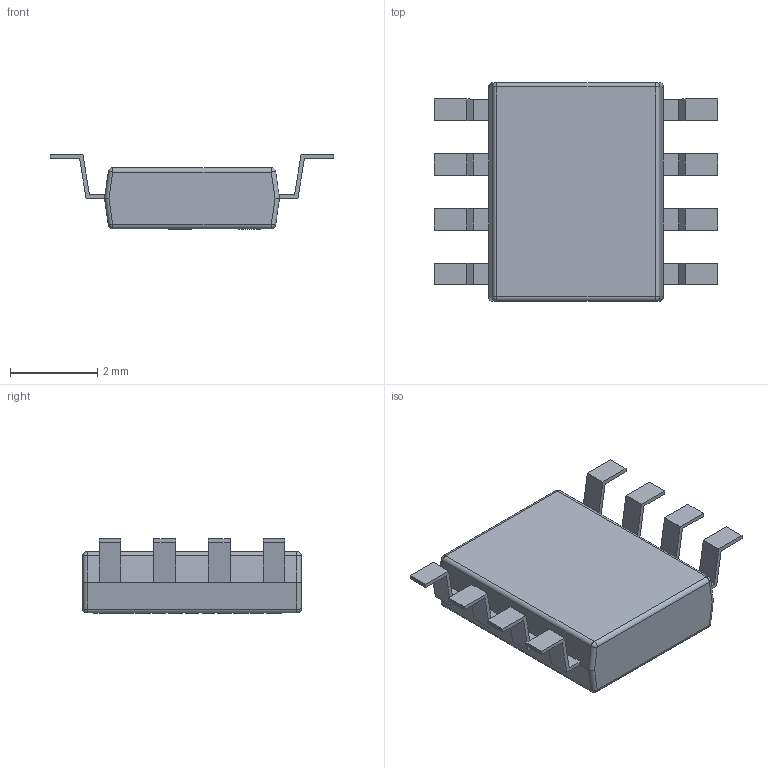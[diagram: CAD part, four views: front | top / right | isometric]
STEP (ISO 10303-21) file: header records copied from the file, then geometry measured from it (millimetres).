
FILE_DESCRIPTION (( 'STEP AP214' ), '1' );
FILE_NAME ('×°ÅäÌå1.STEP', '2014-01-08T02:05:38', ( 'BT_YANFB_XUJUNRAN' ), ( '' ), 'SwSTEP 2.0', 'SolidWorks 2010', '' );
FILE_SCHEMA (( 'AUTOMOTIVE_DESIGN' ));
Length unit declared in the file: millimetre
Products named in the file (3): 蚾饜极1; 錨璃1; 錨璃2
Assembly tree (3 placements, depth 2):
  蚾饜极1
    錨璃1
    錨璃2  x2
Bounding box: 6.48 x 5 x 1.71 mm (x, y, z)
Volume: 28 mm3; surface area: 81.7 mm2
Topology: 9 solids, 9 shells, 401 faces, 1078 edges, 704 vertices
Faces by surface type: plane 275, bspline 100, cylinder 18, sphere 8
Entity records: 22040 total; most frequent: CARTESIAN_POINT 9985, ORIENTED_EDGE 1948, DIRECTION 1332, EDGE_CURVE 974, LINE 742, VECTOR 742, VERTEX_POINT 640, EDGE_LOOP 378
